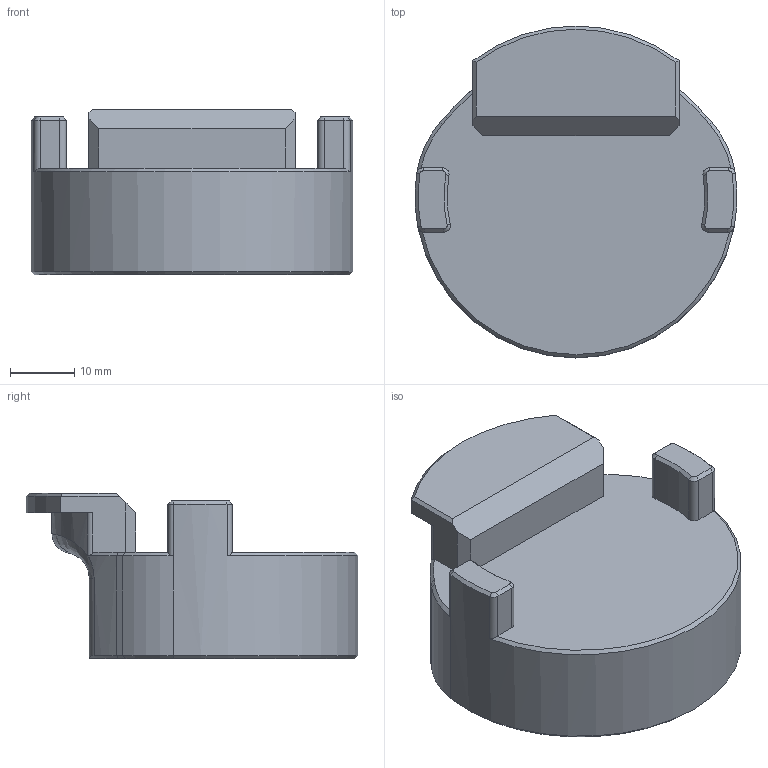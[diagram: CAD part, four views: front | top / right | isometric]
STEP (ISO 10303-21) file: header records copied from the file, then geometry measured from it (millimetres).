
FILE_DESCRIPTION(/* description */ (''),/* implementation_level */ '2;1');
FILE_NAME(/* name */ 'FillerUltimaker.step',/* time_stamp */ '2019-03-20T21:14:51+01:00',/* author */ ('Hugo.Groeneveld'),/* organization */ (''),/* preprocessor_version */ 'ST-DEVELOPER v17.2',/* originating_system */ 'Autodesk Translation Framework v7.6.0.251',/* authorisation */ '');
FILE_SCHEMA (('AUTOMOTIVE_DESIGN { 1 0 10303 214 3 1 1 }'));
Length unit declared in the file: millimetre
Products named in the file (2): FillerUltimaker; Printer mount V2
Assembly tree (1 placements, depth 2):
  FillerUltimaker
    Printer mount V2
Bounding box: 49.98 x 51.5 x 25.7 mm (x, y, z)
Volume: 26831.1 mm3; surface area: 8654.3 mm2
Topology: 1 solids, 1 shells, 93 faces, 235 edges, 144 vertices
Faces by surface type: plane 36, cylinder 29, cone 23, bspline 3, torus 2
Entity records: 3105 total; most frequent: CARTESIAN_POINT 806, DIRECTION 481, ORIENTED_EDGE 470, EDGE_CURVE 235, AXIS2_PLACEMENT_3D 175, VERTEX_POINT 144, LINE 131, VECTOR 131
